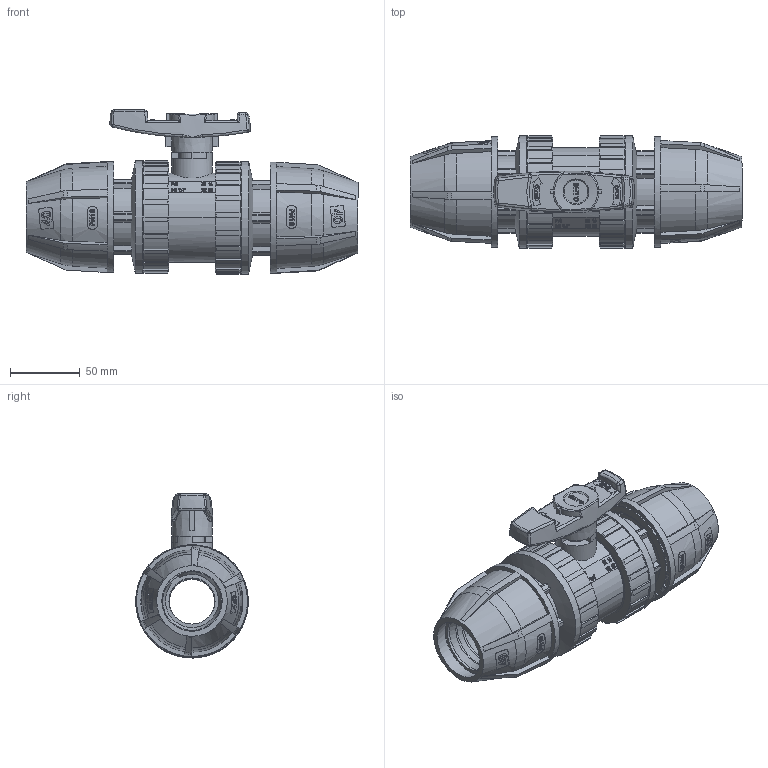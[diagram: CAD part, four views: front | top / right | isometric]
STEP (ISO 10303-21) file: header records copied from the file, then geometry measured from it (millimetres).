
FILE_DESCRIPTION(/* description */ (''),/* implementation_level */ '2;1');
FILE_NAME(/* name */ 'AK0915.000.040.step',/* time_stamp */ '2026-04-01T15:10:51+02:00',/* author */ (''),/* organization */ (''),/* preprocessor_version */ 'ST-DEVELOPER v20.1',/* originating_system */ 'Autodesk Translation Framework v14.24.0.0',/* authorisation */ '');
FILE_SCHEMA (('AUTOMOTIVE_DESIGN { 1 0 10303 214 3 1 1 }'));
Products named in the file (1): 2025-12-30-08-12-25-650
Bounding box: 237.6 x 80.5 x 117.42 mm (x, y, z)
Volume: 583454 mm3; surface area: 266134.6 mm2
Topology: 24 solids, 24 shells, 2350 faces, 6286 edges, 4107 vertices
Faces by surface type: plane 904, bspline 895, cylinder 395, cone 75, torus 68, sphere 13
Full cylindrical faces by diameter (mm): 1.721 x1, 2.295 x1, 14.416 x4, 17.808 x3, 18.656 x1, 19.504 x2, 21.2 x1, 28.947 x1, 32.224 x1, 33 x2, 33.072 x2, 33.92 x2, 35.5 x2, 38.33 x3, 39.008 x1, 39.856 x3, 42 x2, 42.909 x3, 43.248 x1, 47.064 x1, 47.607 x3, 50 x2, 50.371 x3, 52.152 x1, 55.12 x1, 55.968 x4, 56.307 x1, 58.512 x4, 60 x12, 60.97 x6
Entity records: 112654 total; most frequent: CARTESIAN_POINT 58730, ORIENTED_EDGE 12506, DIRECTION 9154, EDGE_CURVE 6253, VERTEX_POINT 4107, AXIS2_PLACEMENT_3D 3126, LINE 2902, VECTOR 2902
